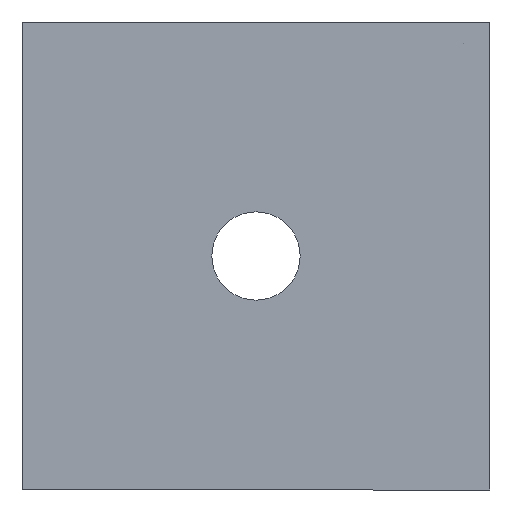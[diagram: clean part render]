
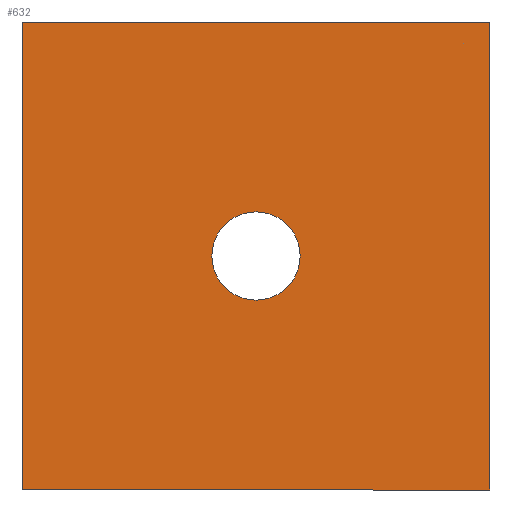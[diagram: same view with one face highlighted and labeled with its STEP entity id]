
A CAD part, front view. The second image highlights one B-rep face of the part: STEP entity #632.
In plain terms, the highlighted planar face has unit normal (0, -1, 0).
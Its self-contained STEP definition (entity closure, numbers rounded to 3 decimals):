
#37 = EDGE_CURVE ( 'NONE', #844, #394, #249, .T. ) ;
#49 = LINE ( 'NONE', #1058, #1238 ) ;
#140 = LINE ( 'NONE', #452, #758 ) ;
#221 = VERTEX_POINT ( 'NONE', #1426 ) ;
#239 = CARTESIAN_POINT ( 'NONE',  ( -13.25, 0., 13.25 ) ) ;
#249 = CIRCLE ( 'NONE', #1320, 2.5 ) ;
#382 = LINE ( 'NONE', #1014, #1209 ) ;
#394 = VERTEX_POINT ( 'NONE', #997 ) ;
#452 = CARTESIAN_POINT ( 'NONE',  ( -13.25, 0., 13.25 ) ) ;
#464 = EDGE_LOOP ( 'NONE', ( #744, #609, #576, #537 ) ) ;
#490 = FACE_BOUND ( 'NONE', #764, .T. ) ;
#501 = CARTESIAN_POINT ( 'NONE',  ( 0., 0., 0. ) ) ;
#513 = VERTEX_POINT ( 'NONE', #239 ) ;
#528 = DIRECTION ( 'NONE',  ( 0., 1., 0. ) ) ;
#537 = ORIENTED_EDGE ( 'NONE', *, *, #1361, .F. ) ;
#563 = EDGE_CURVE ( 'NONE', #394, #844, #1077, .T. ) ;
#576 = ORIENTED_EDGE ( 'NONE', *, *, #1348, .F. ) ;
#609 = ORIENTED_EDGE ( 'NONE', *, *, #1352, .F. ) ;
#632 = ADVANCED_FACE ( 'NONE', ( #490, #1086 ), #1133, .F. ) ;
#651 = AXIS2_PLACEMENT_3D ( 'NONE', #501, #735, #739 ) ;
#674 = VECTOR ( 'NONE', #1055, 1000. ) ;
#702 = DIRECTION ( 'NONE',  ( 0., 0., 1. ) ) ;
#735 = DIRECTION ( 'NONE',  ( 0., 1., 0. ) ) ;
#739 = DIRECTION ( 'NONE',  ( 0., 0., 1. ) ) ;
#744 = ORIENTED_EDGE ( 'NONE', *, *, #778, .F. ) ;
#758 = VECTOR ( 'NONE', #702, 1000. ) ;
#764 = EDGE_LOOP ( 'NONE', ( #848, #781 ) ) ;
#778 = EDGE_CURVE ( 'NONE', #1034, #513, #140, .T. ) ;
#781 = ORIENTED_EDGE ( 'NONE', *, *, #37, .T. ) ;
#844 = VERTEX_POINT ( 'NONE', #1094 ) ;
#848 = ORIENTED_EDGE ( 'NONE', *, *, #563, .T. ) ;
#944 = CARTESIAN_POINT ( 'NONE',  ( 13.25, 0., 13.25 ) ) ;
#955 = LINE ( 'NONE', #944, #674 ) ;
#964 = AXIS2_PLACEMENT_3D ( 'NONE', #1190, #528, #1291 ) ;
#965 = CARTESIAN_POINT ( 'NONE',  ( 13.25, 0., 13.25 ) ) ;
#997 = CARTESIAN_POINT ( 'NONE',  ( 0., 0., 2.5 ) ) ;
#1014 = CARTESIAN_POINT ( 'NONE',  ( 13.25, 0., 13.25 ) ) ;
#1034 = VERTEX_POINT ( 'NONE', #1392 ) ;
#1055 = DIRECTION ( 'NONE',  ( 0., 0., -1. ) ) ;
#1058 = CARTESIAN_POINT ( 'NONE',  ( 13.25, 0., -13.25 ) ) ;
#1077 = CIRCLE ( 'NONE', #964, 2.5 ) ;
#1086 = FACE_OUTER_BOUND ( 'NONE', #464, .T. ) ;
#1094 = CARTESIAN_POINT ( 'NONE',  ( 0., 0., -2.5 ) ) ;
#1133 = PLANE ( 'NONE',  #651 ) ;
#1138 = DIRECTION ( 'NONE',  ( -1., 0., 0. ) ) ;
#1146 = DIRECTION ( 'NONE',  ( 1., 0., 0. ) ) ;
#1158 = VERTEX_POINT ( 'NONE', #965 ) ;
#1190 = CARTESIAN_POINT ( 'NONE',  ( 0., 0., 0. ) ) ;
#1209 = VECTOR ( 'NONE', #1146, 1000. ) ;
#1238 = VECTOR ( 'NONE', #1138, 1000. ) ;
#1291 = DIRECTION ( 'NONE',  ( 0., 0., 1. ) ) ;
#1320 = AXIS2_PLACEMENT_3D ( 'NONE', #1364, #1416, #1420 ) ;
#1348 = EDGE_CURVE ( 'NONE', #1158, #221, #955, .T. ) ;
#1352 = EDGE_CURVE ( 'NONE', #221, #1034, #49, .T. ) ;
#1361 = EDGE_CURVE ( 'NONE', #513, #1158, #382, .T. ) ;
#1364 = CARTESIAN_POINT ( 'NONE',  ( 0., 0., 0. ) ) ;
#1392 = CARTESIAN_POINT ( 'NONE',  ( -13.25, 0., -13.25 ) ) ;
#1416 = DIRECTION ( 'NONE',  ( 0., 1., 0. ) ) ;
#1420 = DIRECTION ( 'NONE',  ( 0., 0., 1. ) ) ;
#1426 = CARTESIAN_POINT ( 'NONE',  ( 13.25, 0., -13.25 ) ) ;
